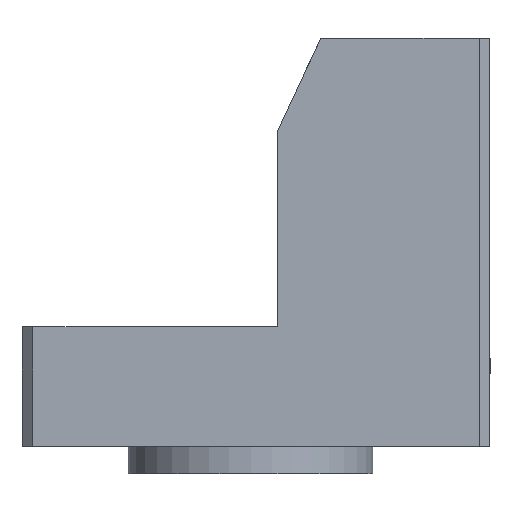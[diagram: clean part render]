
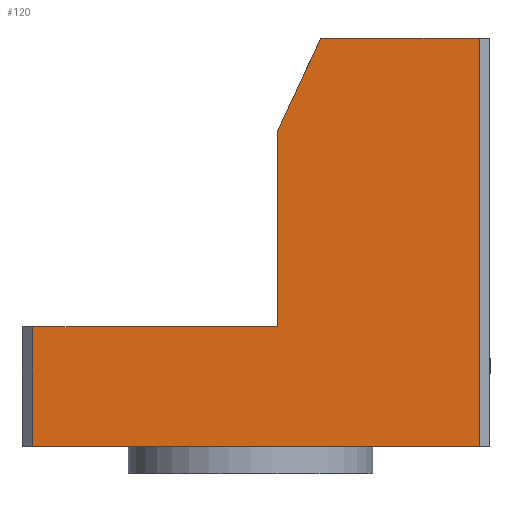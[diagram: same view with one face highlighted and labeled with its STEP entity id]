
A CAD part, front view. The second image highlights one B-rep face of the part: STEP entity #120.
In plain terms, the highlighted planar face has unit normal (0, -1, 0).
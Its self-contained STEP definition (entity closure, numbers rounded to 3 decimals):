
#74=FACE_OUTER_BOUND('',#481,.T.);
#120=ADVANCED_FACE('',(#74),#173,.F.);
#173=PLANE('',#1046);
#245=LINE('',#1451,#363);
#247=LINE('',#1455,#365);
#253=LINE('',#1468,#371);
#265=LINE('',#1492,#383);
#277=LINE('',#1514,#395);
#285=LINE('',#1530,#403);
#286=LINE('',#1531,#404);
#363=VECTOR('',#1171,1.);
#365=VECTOR('',#1175,1.);
#371=VECTOR('',#1183,1.);
#383=VECTOR('',#1199,1.);
#395=VECTOR('',#1217,1.);
#403=VECTOR('',#1233,1.);
#404=VECTOR('',#1234,1.);
#481=EDGE_LOOP('',(#655,#656,#657,#658,#659,#660,#661));
#655=ORIENTED_EDGE('',*,*,#925,.T.);
#656=ORIENTED_EDGE('',*,*,#966,.T.);
#657=ORIENTED_EDGE('',*,*,#945,.F.);
#658=ORIENTED_EDGE('',*,*,#933,.T.);
#659=ORIENTED_EDGE('',*,*,#927,.T.);
#660=ORIENTED_EDGE('',*,*,#957,.T.);
#661=ORIENTED_EDGE('',*,*,#967,.T.);
#823=VERTEX_POINT('',#1450);
#824=VERTEX_POINT('',#1452);
#825=VERTEX_POINT('',#1456);
#826=VERTEX_POINT('',#1457);
#831=VERTEX_POINT('',#1469);
#841=VERTEX_POINT('',#1493);
#847=VERTEX_POINT('',#1513);
#925=EDGE_CURVE('',#824,#823,#245,.T.);
#927=EDGE_CURVE('',#825,#826,#247,.T.);
#933=EDGE_CURVE('',#831,#825,#253,.T.);
#945=EDGE_CURVE('',#831,#841,#265,.T.);
#957=EDGE_CURVE('',#826,#847,#277,.T.);
#966=EDGE_CURVE('',#823,#841,#285,.T.);
#967=EDGE_CURVE('',#847,#824,#286,.T.);
#1046=AXIS2_PLACEMENT_3D('',#1532,#1235,#1236);
#1171=DIRECTION('',(1.,0.,0.));
#1175=DIRECTION('',(0.,0.,-1.));
#1183=DIRECTION('',(-0.423,0.,-0.906));
#1199=DIRECTION('',(1.,0.,0.));
#1217=DIRECTION('',(-1.,0.,0.));
#1233=DIRECTION('',(0.,0.,1.));
#1234=DIRECTION('',(0.,0.,-1.));
#1235=DIRECTION('',(0.,1.,0.));
#1236=DIRECTION('',(0.,0.,-1.));
#1450=CARTESIAN_POINT('',(42.,-35.,0.));
#1451=CARTESIAN_POINT('',(-42.,-35.,0.));
#1452=CARTESIAN_POINT('',(-40.,-35.,0.));
#1455=CARTESIAN_POINT('',(5.,-35.,58.047));
#1456=CARTESIAN_POINT('',(5.,-35.,58.047));
#1457=CARTESIAN_POINT('',(5.,-35.,22.));
#1468=CARTESIAN_POINT('',(8.709,-35.,66.));
#1469=CARTESIAN_POINT('',(12.906,-35.,75.));
#1492=CARTESIAN_POINT('',(12.906,-35.,75.));
#1493=CARTESIAN_POINT('',(42.,-35.,75.));
#1513=CARTESIAN_POINT('',(-40.,-35.,22.));
#1514=CARTESIAN_POINT('',(5.,-35.,22.));
#1530=CARTESIAN_POINT('',(42.,-35.,75.));
#1531=CARTESIAN_POINT('',(-40.,-35.,0.));
#1532=CARTESIAN_POINT('',(-11.809,-35.,22.));
